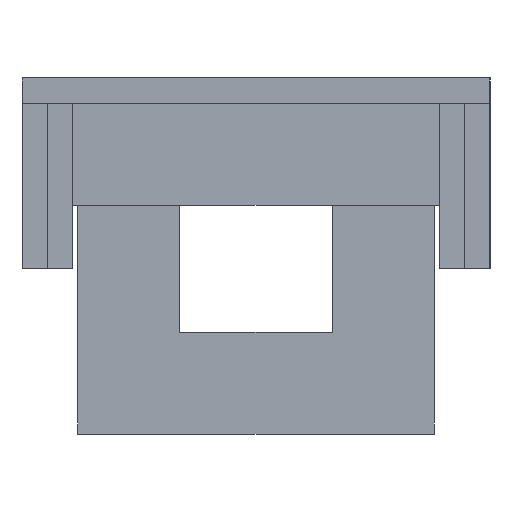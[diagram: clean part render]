
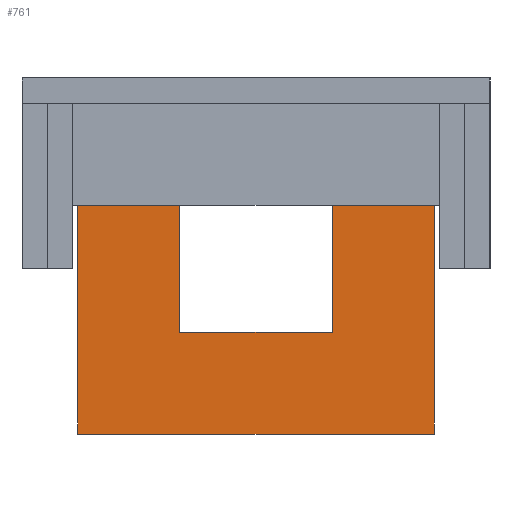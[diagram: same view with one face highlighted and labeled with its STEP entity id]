
A CAD part, left-side view. The second image highlights one B-rep face of the part: STEP entity #761.
In plain terms, the highlighted face is planar.
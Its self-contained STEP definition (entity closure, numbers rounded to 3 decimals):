
#33=FACE_OUTER_BOUND('',#79,.T.);
#79=EDGE_LOOP('',(#484,#485,#486,#487,#488,#489,#490,#491));
#132=LINE('',#1078,#228);
#133=LINE('',#1080,#229);
#134=LINE('',#1082,#230);
#135=LINE('',#1084,#231);
#136=LINE('',#1086,#232);
#137=LINE('',#1088,#233);
#138=LINE('',#1090,#234);
#139=LINE('',#1091,#235);
#228=VECTOR('',#878,304.8);
#229=VECTOR('',#879,304.8);
#230=VECTOR('',#880,304.8);
#231=VECTOR('',#881,304.8);
#232=VECTOR('',#882,304.8);
#233=VECTOR('',#883,304.8);
#234=VECTOR('',#884,304.8);
#235=VECTOR('',#885,304.8);
#324=VERTEX_POINT('',#1076);
#325=VERTEX_POINT('',#1077);
#326=VERTEX_POINT('',#1079);
#327=VERTEX_POINT('',#1081);
#328=VERTEX_POINT('',#1083);
#329=VERTEX_POINT('',#1085);
#330=VERTEX_POINT('',#1087);
#331=VERTEX_POINT('',#1089);
#388=EDGE_CURVE('',#324,#325,#132,.T.);
#389=EDGE_CURVE('',#325,#326,#133,.T.);
#390=EDGE_CURVE('',#326,#327,#134,.T.);
#391=EDGE_CURVE('',#327,#328,#135,.T.);
#392=EDGE_CURVE('',#328,#329,#136,.T.);
#393=EDGE_CURVE('',#329,#330,#137,.T.);
#394=EDGE_CURVE('',#330,#331,#138,.T.);
#395=EDGE_CURVE('',#331,#324,#139,.T.);
#484=ORIENTED_EDGE('',*,*,#388,.T.);
#485=ORIENTED_EDGE('',*,*,#389,.T.);
#486=ORIENTED_EDGE('',*,*,#390,.T.);
#487=ORIENTED_EDGE('',*,*,#391,.T.);
#488=ORIENTED_EDGE('',*,*,#392,.T.);
#489=ORIENTED_EDGE('',*,*,#393,.T.);
#490=ORIENTED_EDGE('',*,*,#394,.T.);
#491=ORIENTED_EDGE('',*,*,#395,.T.);
#669=PLANE('',#816);
#761=ADVANCED_FACE('',(#33),#669,.T.);
#816=AXIS2_PLACEMENT_3D('',#1075,#876,#877);
#876=DIRECTION('center_axis',(0.,1.,0.));
#877=DIRECTION('ref_axis',(0.,0.,-1.));
#878=DIRECTION('',(0.,0.,-1.));
#879=DIRECTION('',(1.,0.,0.));
#880=DIRECTION('',(0.,0.,1.));
#881=DIRECTION('',(1.,0.,0.));
#882=DIRECTION('',(0.,0.,-1.));
#883=DIRECTION('',(-1.,0.,0.));
#884=DIRECTION('',(0.,0.,1.));
#885=DIRECTION('',(1.,0.,0.));
#1075=CARTESIAN_POINT('Origin',(-30.,500.,26.5));
#1076=CARTESIAN_POINT('',(-30.,500.,26.5));
#1077=CARTESIAN_POINT('',(-30.,500.,-23.5));
#1078=CARTESIAN_POINT('',(-30.,500.,26.5));
#1079=CARTESIAN_POINT('',(30.,500.,-23.5));
#1080=CARTESIAN_POINT('',(-30.,500.,-23.5));
#1081=CARTESIAN_POINT('',(30.,500.,26.5));
#1082=CARTESIAN_POINT('',(30.,500.,-23.5));
#1083=CARTESIAN_POINT('',(70.,500.,26.5));
#1084=CARTESIAN_POINT('',(30.,500.,26.5));
#1085=CARTESIAN_POINT('',(70.,500.,-63.5));
#1086=CARTESIAN_POINT('',(70.,500.,26.5));
#1087=CARTESIAN_POINT('',(-70.,500.,-63.5));
#1088=CARTESIAN_POINT('',(70.,500.,-63.5));
#1089=CARTESIAN_POINT('',(-70.,500.,26.5));
#1090=CARTESIAN_POINT('',(-70.,500.,-63.5));
#1091=CARTESIAN_POINT('',(-70.,500.,26.5));
